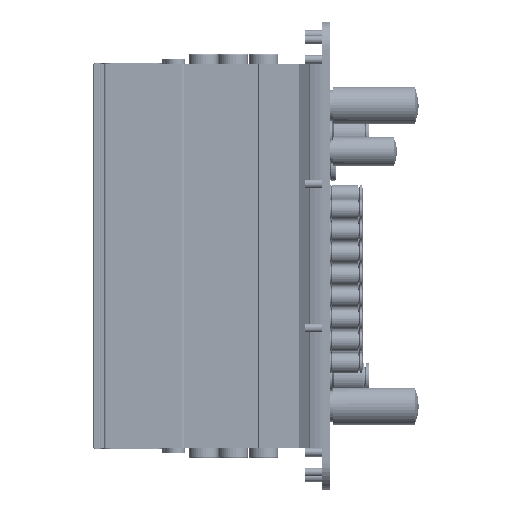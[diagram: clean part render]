
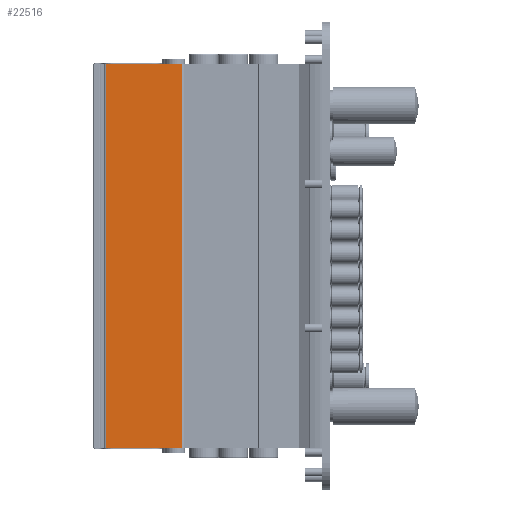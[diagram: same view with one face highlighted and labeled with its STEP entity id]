
A CAD part, front view. The second image highlights one B-rep face of the part: STEP entity #22516.
In plain terms, the highlighted planar face has unit normal (0, -1, 0).
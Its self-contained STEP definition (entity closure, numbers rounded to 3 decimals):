
#3728=FACE_OUTER_BOUND('',#5490,.T.);
#5490=EDGE_LOOP('',(#17245,#17246,#17247,#17248));
#7325=LINE('',#36013,#8989);
#7326=LINE('',#36017,#8990);
#7327=LINE('',#36019,#8991);
#7328=LINE('',#36020,#8992);
#8989=VECTOR('',#28716,10.);
#8990=VECTOR('',#28721,10.);
#8991=VECTOR('',#28722,10.);
#8992=VECTOR('',#28723,10.);
#10915=VERTEX_POINT('',#36010);
#10916=VERTEX_POINT('',#36012);
#10917=VERTEX_POINT('',#36016);
#10918=VERTEX_POINT('',#36018);
#13348=EDGE_CURVE('',#10916,#10915,#7325,.T.);
#13350=EDGE_CURVE('',#10915,#10917,#7326,.T.);
#13351=EDGE_CURVE('',#10918,#10917,#7327,.T.);
#13352=EDGE_CURVE('',#10918,#10916,#7328,.T.);
#17245=ORIENTED_EDGE('',*,*,#13350,.T.);
#17246=ORIENTED_EDGE('',*,*,#13351,.F.);
#17247=ORIENTED_EDGE('',*,*,#13352,.T.);
#17248=ORIENTED_EDGE('',*,*,#13348,.T.);
#21473=PLANE('',#24508);
#22516=ADVANCED_FACE('',(#3728),#21473,.T.);
#24508=AXIS2_PLACEMENT_3D('',#36015,#28719,#28720);
#28716=DIRECTION('',(0.,0.,1.));
#28719=DIRECTION('center_axis',(0.,-1.,0.));
#28720=DIRECTION('ref_axis',(0.,0.,-1.));
#28721=DIRECTION('',(-1.,0.,0.));
#28722=DIRECTION('',(0.,0.,1.));
#28723=DIRECTION('',(1.,0.,0.));
#36010=CARTESIAN_POINT('',(105.5,-23.,184.));
#36012=CARTESIAN_POINT('',(105.5,-23.,0.));
#36013=CARTESIAN_POINT('',(105.5,-23.,0.));
#36015=CARTESIAN_POINT('Origin',(105.5,-23.,0.));
#36016=CARTESIAN_POINT('',(69.,-23.,184.));
#36017=CARTESIAN_POINT('',(69.,-23.,184.));
#36018=CARTESIAN_POINT('',(69.,-23.,0.));
#36019=CARTESIAN_POINT('',(69.,-23.,0.));
#36020=CARTESIAN_POINT('',(69.,-23.,0.));
